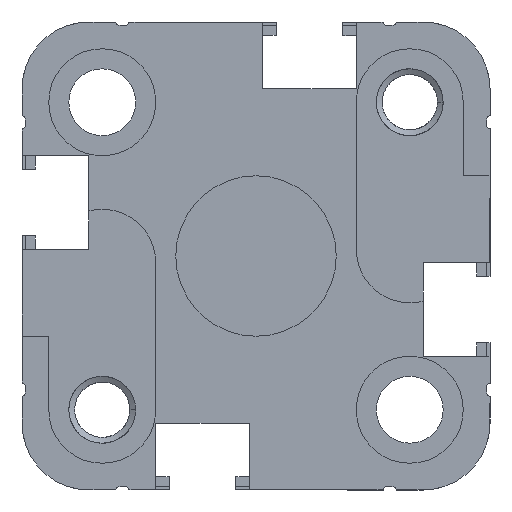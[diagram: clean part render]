
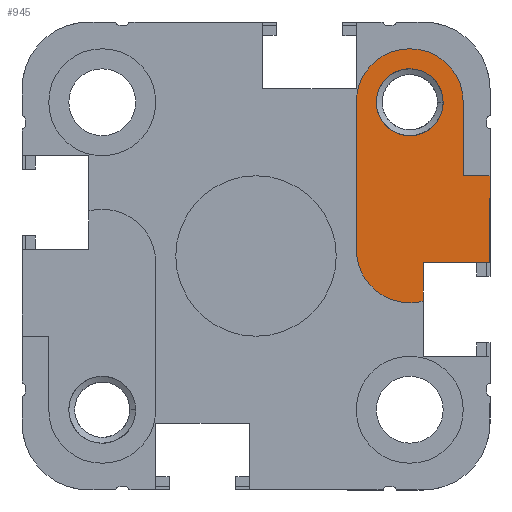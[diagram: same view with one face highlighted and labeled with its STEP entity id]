
A CAD part, front view. The second image highlights one B-rep face of the part: STEP entity #945.
In plain terms, the highlighted planar face has unit normal (0, -1, 0).
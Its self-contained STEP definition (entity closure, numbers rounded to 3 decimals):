
#13 = AXIS2_PLACEMENT_3D ( 'NONE', #9212, #4783, #2793 ) ;
#440 = DIRECTION ( 'NONE',  ( 0., -1., 0. ) ) ;
#443 = CARTESIAN_POINT ( 'NONE',  ( 35., 8., -20.873 ) ) ;
#494 = CARTESIAN_POINT ( 'NONE',  ( 35., 8., -11.5 ) ) ;
#615 = VERTEX_POINT ( 'NONE', #7041 ) ;
#711 = AXIS2_PLACEMENT_3D ( 'NONE', #10346, #2210, #11217 ) ;
#727 = CARTESIAN_POINT ( 'NONE',  ( 33., 8., -11.5 ) ) ;
#782 = EDGE_LOOP ( 'NONE', ( #1701, #2513, #5084, #9939, #2663, #4279, #8025, #2094, #2610 ) ) ;
#895 = EDGE_CURVE ( 'NONE', #904, #5999, #6163, .T. ) ;
#904 = VERTEX_POINT ( 'NONE', #10227 ) ;
#945 = ADVANCED_FACE ( 'NONE', ( #4030, #7777 ), #3277, .T. ) ;
#959 = EDGE_CURVE ( 'NONE', #5999, #2238, #4661, .T. ) ;
#1094 = CARTESIAN_POINT ( 'NONE',  ( 29., 8., -21. ) ) ;
#1116 = VECTOR ( 'NONE', #6481, 1000. ) ;
#1123 = DIRECTION ( 'NONE',  ( 0., -1., 0. ) ) ;
#1420 = ORIENTED_EDGE ( 'NONE', *, *, #10661, .F. ) ;
#1453 = CARTESIAN_POINT ( 'NONE',  ( 29., 8., -17. ) ) ;
#1548 = EDGE_CURVE ( 'NONE', #6040, #6214, #7666, .T. ) ;
#1701 = ORIENTED_EDGE ( 'NONE', *, *, #5145, .F. ) ;
#1830 = CARTESIAN_POINT ( 'NONE',  ( 30., 8., -6. ) ) ;
#1922 = VERTEX_POINT ( 'NONE', #727 ) ;
#2024 = VECTOR ( 'NONE', #7536, 1000. ) ;
#2094 = ORIENTED_EDGE ( 'NONE', *, *, #895, .T. ) ;
#2197 = LINE ( 'NONE', #5786, #11206 ) ;
#2210 = DIRECTION ( 'NONE',  ( 0., -1., 0. ) ) ;
#2238 = VERTEX_POINT ( 'NONE', #11371 ) ;
#2333 = DIRECTION ( 'NONE',  ( 0., 0., -1. ) ) ;
#2513 = ORIENTED_EDGE ( 'NONE', *, *, #11175, .F. ) ;
#2564 = CARTESIAN_POINT ( 'NONE',  ( 29., 8., -6. ) ) ;
#2610 = ORIENTED_EDGE ( 'NONE', *, *, #959, .T. ) ;
#2663 = ORIENTED_EDGE ( 'NONE', *, *, #10476, .T. ) ;
#2723 = CARTESIAN_POINT ( 'NONE',  ( 29., 8., -6. ) ) ;
#2749 = CIRCLE ( 'NONE', #9094, 2.5 ) ;
#2793 = DIRECTION ( 'NONE',  ( 0., 0., -1. ) ) ;
#2922 = CIRCLE ( 'NONE', #4610, 4. ) ;
#3059 = CARTESIAN_POINT ( 'NONE',  ( 29., 8., -18. ) ) ;
#3117 = DIRECTION ( 'NONE',  ( -1., 0., 0. ) ) ;
#3165 = VERTEX_POINT ( 'NONE', #10510 ) ;
#3206 = AXIS2_PLACEMENT_3D ( 'NONE', #2723, #1123, #6304 ) ;
#3222 = CARTESIAN_POINT ( 'NONE',  ( 29., 8., -17. ) ) ;
#3277 = PLANE ( 'NONE',  #711 ) ;
#3445 = DIRECTION ( 'NONE',  ( 0., -1., 0. ) ) ;
#3459 = VECTOR ( 'NONE', #9415, 1000. ) ;
#3571 = CIRCLE ( 'NONE', #13, 2.5 ) ;
#3721 = CARTESIAN_POINT ( 'NONE',  ( 25., 8., -6. ) ) ;
#3873 = EDGE_CURVE ( 'NONE', #1922, #6040, #9405, .T. ) ;
#3967 = DIRECTION ( 'NONE',  ( 0., 0., -1. ) ) ;
#4030 = FACE_BOUND ( 'NONE', #5599, .T. ) ;
#4041 = CARTESIAN_POINT ( 'NONE',  ( 30., 8., -18. ) ) ;
#4279 = ORIENTED_EDGE ( 'NONE', *, *, #7929, .T. ) ;
#4531 = CIRCLE ( 'NONE', #3206, 2.5 ) ;
#4610 = AXIS2_PLACEMENT_3D ( 'NONE', #2564, #3445, #11575 ) ;
#4661 = CIRCLE ( 'NONE', #11171, 4. ) ;
#4783 = DIRECTION ( 'NONE',  ( 0., -1., 0. ) ) ;
#4980 = DIRECTION ( 'NONE',  ( 0., 0., -1. ) ) ;
#5084 = ORIENTED_EDGE ( 'NONE', *, *, #1548, .F. ) ;
#5145 = EDGE_CURVE ( 'NONE', #9966, #2238, #6399, .T. ) ;
#5346 = CARTESIAN_POINT ( 'NONE',  ( 35., 8., -11.5 ) ) ;
#5437 = LINE ( 'NONE', #3721, #1116 ) ;
#5599 = EDGE_LOOP ( 'NONE', ( #9464, #1420, #6129 ) ) ;
#5633 = EDGE_CURVE ( 'NONE', #8408, #615, #4531, .T. ) ;
#5786 = CARTESIAN_POINT ( 'NONE',  ( 33., 8., -6. ) ) ;
#5999 = VERTEX_POINT ( 'NONE', #1094 ) ;
#6040 = VERTEX_POINT ( 'NONE', #5346 ) ;
#6129 = ORIENTED_EDGE ( 'NONE', *, *, #7617, .F. ) ;
#6163 = CIRCLE ( 'NONE', #10246, 4. ) ;
#6214 = VERTEX_POINT ( 'NONE', #6669 ) ;
#6304 = DIRECTION ( 'NONE',  ( 0., 0., -1. ) ) ;
#6399 = LINE ( 'NONE', #1830, #9733 ) ;
#6445 = CARTESIAN_POINT ( 'NONE',  ( 29., 8., -6. ) ) ;
#6481 = DIRECTION ( 'NONE',  ( 0., 0., -1. ) ) ;
#6553 = VERTEX_POINT ( 'NONE', #9032 ) ;
#6562 = DIRECTION ( 'NONE',  ( 0., -1., 0. ) ) ;
#6616 = CARTESIAN_POINT ( 'NONE',  ( 33., 8., -6. ) ) ;
#6669 = CARTESIAN_POINT ( 'NONE',  ( 35., 8., -18. ) ) ;
#7041 = CARTESIAN_POINT ( 'NONE',  ( 29., 8., -3.5 ) ) ;
#7536 = DIRECTION ( 'NONE',  ( 1., 0., 0. ) ) ;
#7617 = EDGE_CURVE ( 'NONE', #615, #3165, #2749, .T. ) ;
#7662 = DIRECTION ( 'NONE',  ( 0., -1., 0. ) ) ;
#7666 = LINE ( 'NONE', #443, #3459 ) ;
#7777 = FACE_OUTER_BOUND ( 'NONE', #782, .T. ) ;
#7929 = EDGE_CURVE ( 'NONE', #8891, #6553, #2922, .T. ) ;
#8025 = ORIENTED_EDGE ( 'NONE', *, *, #10568, .T. ) ;
#8408 = VERTEX_POINT ( 'NONE', #9019 ) ;
#8434 = LINE ( 'NONE', #3059, #10285 ) ;
#8891 = VERTEX_POINT ( 'NONE', #6616 ) ;
#9019 = CARTESIAN_POINT ( 'NONE',  ( 31.5, 8., -6. ) ) ;
#9032 = CARTESIAN_POINT ( 'NONE',  ( 25., 8., -6. ) ) ;
#9094 = AXIS2_PLACEMENT_3D ( 'NONE', #6445, #6562, #3967 ) ;
#9212 = CARTESIAN_POINT ( 'NONE',  ( 29., 8., -6. ) ) ;
#9405 = LINE ( 'NONE', #494, #2024 ) ;
#9415 = DIRECTION ( 'NONE',  ( 0., 0., -1. ) ) ;
#9464 = ORIENTED_EDGE ( 'NONE', *, *, #5633, .F. ) ;
#9733 = VECTOR ( 'NONE', #9845, 1000. ) ;
#9845 = DIRECTION ( 'NONE',  ( 0., 0., -1. ) ) ;
#9939 = ORIENTED_EDGE ( 'NONE', *, *, #3873, .F. ) ;
#9966 = VERTEX_POINT ( 'NONE', #4041 ) ;
#10214 = DIRECTION ( 'NONE',  ( 0., 0., 1. ) ) ;
#10227 = CARTESIAN_POINT ( 'NONE',  ( 25., 8., -17. ) ) ;
#10246 = AXIS2_PLACEMENT_3D ( 'NONE', #3222, #440, #2333 ) ;
#10285 = VECTOR ( 'NONE', #3117, 1000. ) ;
#10346 = CARTESIAN_POINT ( 'NONE',  ( 29., 8., -6. ) ) ;
#10476 = EDGE_CURVE ( 'NONE', #1922, #8891, #2197, .T. ) ;
#10510 = CARTESIAN_POINT ( 'NONE',  ( 29., 8., -8.5 ) ) ;
#10568 = EDGE_CURVE ( 'NONE', #6553, #904, #5437, .T. ) ;
#10661 = EDGE_CURVE ( 'NONE', #3165, #8408, #3571, .T. ) ;
#11171 = AXIS2_PLACEMENT_3D ( 'NONE', #1453, #7662, #4980 ) ;
#11175 = EDGE_CURVE ( 'NONE', #6214, #9966, #8434, .T. ) ;
#11206 = VECTOR ( 'NONE', #10214, 1000. ) ;
#11217 = DIRECTION ( 'NONE',  ( 0., 0., -1. ) ) ;
#11371 = CARTESIAN_POINT ( 'NONE',  ( 30., 8., -20.873 ) ) ;
#11575 = DIRECTION ( 'NONE',  ( 0., 0., -1. ) ) ;
